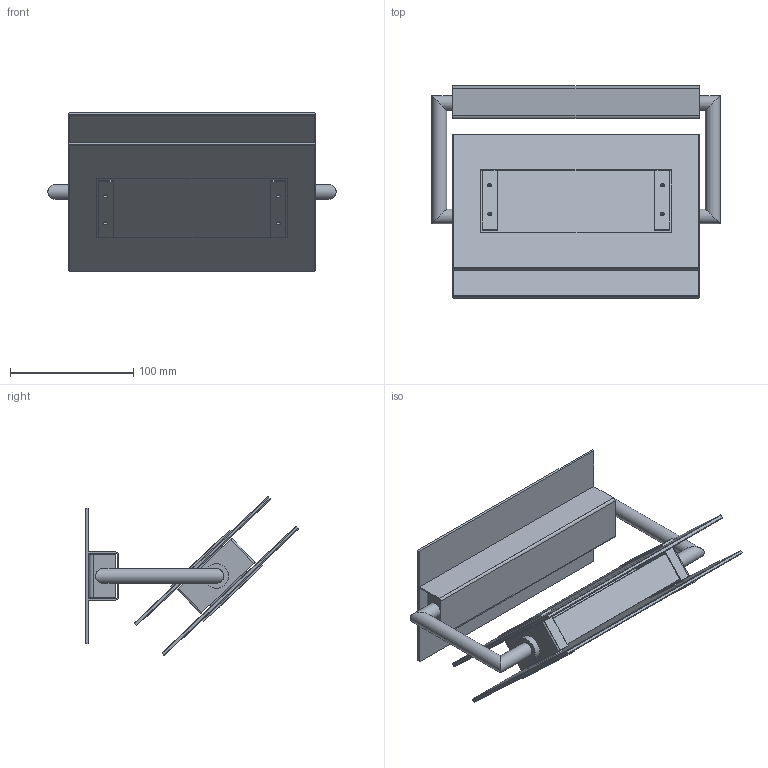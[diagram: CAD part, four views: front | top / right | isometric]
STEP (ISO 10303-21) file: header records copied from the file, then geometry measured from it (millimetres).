
FILE_DESCRIPTION(/* description */ ('STEP AP203'),/* implementation_level */ '2;1');
FILE_NAME(/* name */ 'TRECENTOSESSANTAGRADI°_200_P-PL_USA_STEP.stp',/* time_stamp */ '2021-05-24T14:11:46+02:00',/* author */ ('matteo.garelli'),/* organization */ (''),/* preprocessor_version */ 'ST-DEVELOPER v18.1',/* originating_system */ 'Autodesk Inventor 2020',/* authorisation */ '');
FILE_SCHEMA (('AUTOMOTIVE_DESIGN { 1 0 10303 214 3 1 1 }'));
Length unit declared in the file: millimetre
Products named in the file (1): TRECENTOSESSANTAGRADI°_200_P-PL_STEP
Bounding box: 233.99 x 172.53 x 128.51 mm (x, y, z)
Volume: 334183.8 mm3; surface area: 269795.6 mm2
Topology: 16 solids, 16 shells, 240 faces, 612 edges, 410 vertices
Faces by surface type: plane 178, cylinder 62
Full cylindrical faces by diameter (mm): 3 x8, 3.5 x8, 4 x4, 6 x8, 10 x2, 12 x6, 20 x2
Entity records: 7432 total; most frequent: DIRECTION 1288, CARTESIAN_POINT 1263, ORIENTED_EDGE 1224, EDGE_CURVE 612, AXIS2_PLACEMENT_3D 435, LINE 418, VECTOR 418, VERTEX_POINT 410
